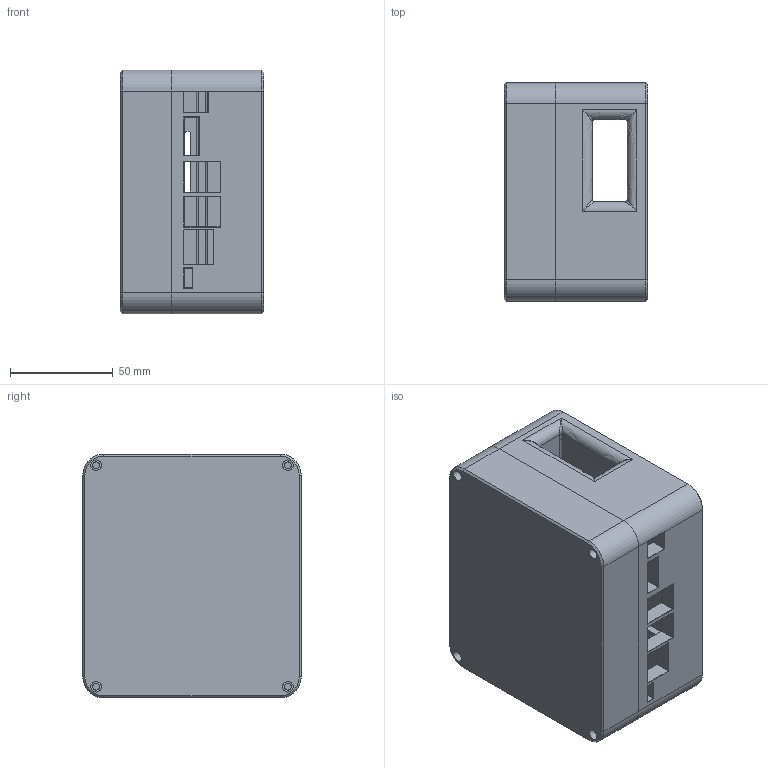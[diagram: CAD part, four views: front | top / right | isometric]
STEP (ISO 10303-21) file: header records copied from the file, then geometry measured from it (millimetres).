
FILE_DESCRIPTION(/* description */ (''),/* implementation_level */ '2;1');
FILE_NAME(/* name */ 'Case (With GPIO Cutout).step',/* time_stamp */ '2026-01-27T23:55:11-05:00',/* author */ (''),/* organization */ (''),/* preprocessor_version */ 'ST-DEVELOPER v20.1',/* originating_system */ 'Autodesk Translation Framework v14.24.0.0',/* authorisation */ '');
FILE_SCHEMA (('AUTOMOTIVE_DESIGN { 1 0 10303 214 3 1 1 }'));
Length unit declared in the file: millimetre
Products named in the file (1): 2026-01-27-23-55-10-952
Bounding box: 70 x 106.5 x 119 mm (x, y, z)
Volume: 526508.6 mm3; surface area: 103913.8 mm2
Topology: 2 solids, 2 shells, 245 faces, 591 edges, 348 vertices
Faces by surface type: plane 153, bspline 58, cylinder 26, cone 8
Full cylindrical faces by diameter (mm): 3.3 x4, 4 x4, 5.2 x4, 37 x1
Entity records: 11263 total; most frequent: CARTESIAN_POINT 5880, ORIENTED_EDGE 1166, DIRECTION 930, EDGE_CURVE 583, LINE 432, VECTOR 432, VERTEX_POINT 348, EDGE_LOOP 281
